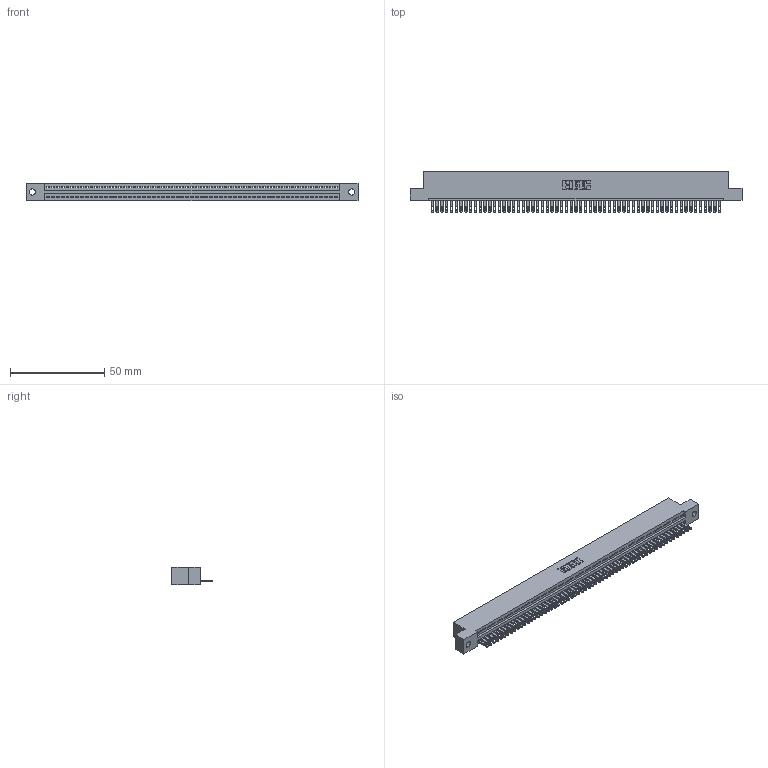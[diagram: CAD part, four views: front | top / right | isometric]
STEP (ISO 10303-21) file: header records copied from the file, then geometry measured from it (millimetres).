
FILE_DESCRIPTION (( 'STEP AP203' ), '1' );
FILE_NAME ('895-061-500-102.STEP', '2020-09-28T05:58:58', ( '' ), ( '' ), 'SwSTEP 2.0', 'SolidWorks 2020', '' );
FILE_SCHEMA (( 'CONFIG_CONTROL_DESIGN' ));
Length unit declared in the file: inch
Products named in the file (3): 895-061-500-102; 845 Part_Flush Mounting Lugs - 0.128 Dia; 345-292-001_345-293-100
Assembly tree (62 placements, depth 2):
  895-061-500-102
    845 Part_Flush Mounting Lugs - 0.128 Dia
    345-292-001_345-293-100  x61
Bounding box: 176.15 x 21.51 x 9.4 mm (x, y, z)
Volume: 16887.5 mm3; surface area: 22565.7 mm2
Topology: 62 solids, 62 shells, 3420 faces, 10589 edges, 7058 vertices
Faces by surface type: plane 2154, cylinder 1266
Entity records: 43285 total; most frequent: CARTESIAN_POINT 7503, ORIENTED_EDGE 7498, DIRECTION 6527, EDGE_CURVE 3749, VECTOR 3369, LINE 3369, VERTEX_POINT 2498, AXIS2_PLACEMENT_3D 1579
